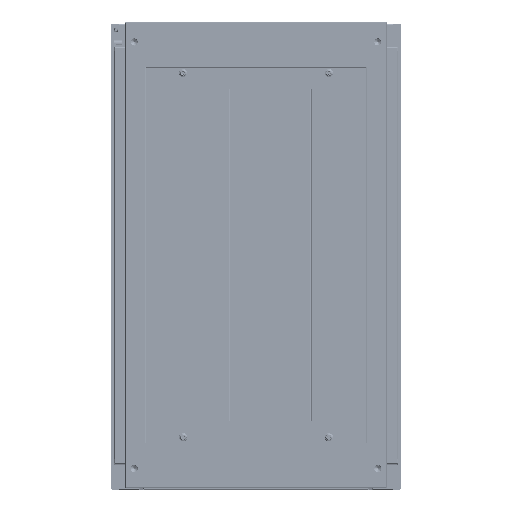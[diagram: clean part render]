
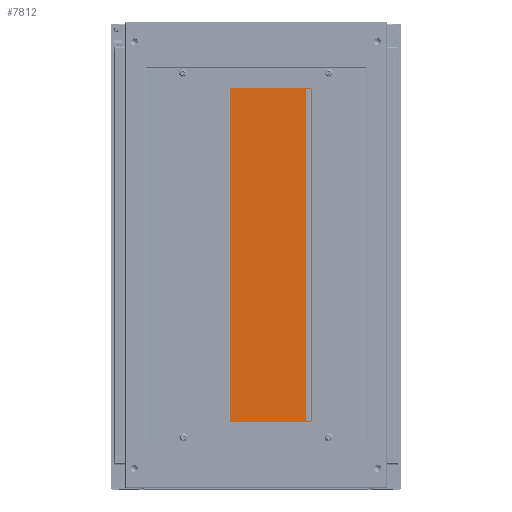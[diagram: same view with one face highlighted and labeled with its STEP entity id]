
A CAD part, top view. The second image highlights one B-rep face of the part: STEP entity #7812.
In plain terms, the highlighted face is planar.
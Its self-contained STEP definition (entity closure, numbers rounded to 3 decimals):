
#3460 = VERTEX_POINT ( 'NONE', #42408 ) ;
#3501 = VERTEX_POINT ( 'NONE', #42512 ) ;
#3538 = VERTEX_POINT ( 'NONE', #42601 ) ;
#3544 = VERTEX_POINT ( 'NONE', #42616 ) ;
#3983 = VERTEX_POINT ( 'NONE', #43970 ) ;
#4010 = VERTEX_POINT ( 'NONE', #44063 ) ;
#6112 = VERTEX_POINT ( 'NONE', #35758 ) ;
#6120 = VERTEX_POINT ( 'NONE', #35771 ) ;
#7812 = ADVANCED_FACE ( 'NONE', ( #10716 ), #36997, .T. ) ;
#10716 = FACE_OUTER_BOUND ( 'NONE', #119573, .T. ) ;
#23174 = AXIS2_PLACEMENT_3D ( 'NONE', #36996, #37002, #37003 ) ;
#35758 = CARTESIAN_POINT ( 'NONE',  ( -285., -72.99, 1.5 ) ) ;
#35771 = CARTESIAN_POINT ( 'NONE',  ( 285., -74., 1.5 ) ) ;
#36996 = CARTESIAN_POINT ( 'NONE',  ( -300., -74., 1.5 ) ) ;
#36997 = PLANE ( 'NONE',  #23174 ) ;
#37002 = DIRECTION ( 'NONE',  ( 0., 0., 1. ) ) ;
#37003 = DIRECTION ( 'NONE',  ( 1., 0., 0. ) ) ;
#42326 = LINE ( 'NONE', #81446, #42355 ) ;
#42355 = VECTOR ( 'NONE', #81458, 1000. ) ;
#42368 = LINE ( 'NONE', #81465, #42370 ) ;
#42370 = VECTOR ( 'NONE', #81467, 1000. ) ;
#42373 = LINE ( 'NONE', #81470, #42376 ) ;
#42376 = VECTOR ( 'NONE', #81471, 1000. ) ;
#42379 = LINE ( 'NONE', #81474, #42383 ) ;
#42383 = VECTOR ( 'NONE', #81476, 1000. ) ;
#42386 = LINE ( 'NONE', #81479, #42389 ) ;
#42389 = VECTOR ( 'NONE', #81480, 1000. ) ;
#42391 = LINE ( 'NONE', #81483, #42394 ) ;
#42394 = VECTOR ( 'NONE', #81485, 1000. ) ;
#42399 = LINE ( 'NONE', #81488, #42402 ) ;
#42402 = VECTOR ( 'NONE', #81489, 1000. ) ;
#42404 = LINE ( 'NONE', #81492, #42407 ) ;
#42407 = VECTOR ( 'NONE', #81494, 1000. ) ;
#42408 = CARTESIAN_POINT ( 'NONE',  ( 300., 74., 1.5 ) ) ;
#42512 = CARTESIAN_POINT ( 'NONE',  ( -300., 74., 1.5 ) ) ;
#42601 = CARTESIAN_POINT ( 'NONE',  ( -285., -74., 1.5 ) ) ;
#42616 = CARTESIAN_POINT ( 'NONE',  ( -300., -74., 1.5 ) ) ;
#43970 = CARTESIAN_POINT ( 'NONE',  ( 285., -72.99, 1.5 ) ) ;
#44063 = CARTESIAN_POINT ( 'NONE',  ( 300., -74., 1.5 ) ) ;
#50506 = ORIENTED_EDGE ( 'NONE', *, *, #66798, .F. ) ;
#50508 = ORIENTED_EDGE ( 'NONE', *, *, #66797, .T. ) ;
#50510 = ORIENTED_EDGE ( 'NONE', *, *, #66792, .T. ) ;
#50511 = ORIENTED_EDGE ( 'NONE', *, *, #66790, .T. ) ;
#50513 = ORIENTED_EDGE ( 'NONE', *, *, #66796, .T. ) ;
#50516 = ORIENTED_EDGE ( 'NONE', *, *, #66793, .T. ) ;
#50518 = ORIENTED_EDGE ( 'NONE', *, *, #66794, .T. ) ;
#50520 = ORIENTED_EDGE ( 'NONE', *, *, #66795, .F. ) ;
#66790 = EDGE_CURVE ( 'NONE', #3460, #3501, #42326, .T. ) ;
#66792 = EDGE_CURVE ( 'NONE', #3501, #3544, #42368, .T. ) ;
#66793 = EDGE_CURVE ( 'NONE', #6120, #4010, #42373, .T. ) ;
#66794 = EDGE_CURVE ( 'NONE', #3983, #6120, #42379, .T. ) ;
#66795 = EDGE_CURVE ( 'NONE', #3983, #6112, #42386, .T. ) ;
#66796 = EDGE_CURVE ( 'NONE', #4010, #3460, #42391, .T. ) ;
#66797 = EDGE_CURVE ( 'NONE', #3544, #3538, #42399, .T. ) ;
#66798 = EDGE_CURVE ( 'NONE', #6112, #3538, #42404, .T. ) ;
#81446 = CARTESIAN_POINT ( 'NONE',  ( -300., 74., 1.5 ) ) ;
#81458 = DIRECTION ( 'NONE',  ( -1., 0., 0. ) ) ;
#81465 = CARTESIAN_POINT ( 'NONE',  ( -300., 74., 1.5 ) ) ;
#81467 = DIRECTION ( 'NONE',  ( 0., -1., 0. ) ) ;
#81470 = CARTESIAN_POINT ( 'NONE',  ( -300., -74., 1.5 ) ) ;
#81471 = DIRECTION ( 'NONE',  ( 1., 0., 0. ) ) ;
#81474 = CARTESIAN_POINT ( 'NONE',  ( 285., -73., 1.5 ) ) ;
#81476 = DIRECTION ( 'NONE',  ( 0., -1., 0. ) ) ;
#81479 = CARTESIAN_POINT ( 'NONE',  ( 285., -72.99, 1.5 ) ) ;
#81480 = DIRECTION ( 'NONE',  ( -1., 0., 0. ) ) ;
#81483 = CARTESIAN_POINT ( 'NONE',  ( 300., 74., 1.5 ) ) ;
#81485 = DIRECTION ( 'NONE',  ( 0., 1., 0. ) ) ;
#81488 = CARTESIAN_POINT ( 'NONE',  ( -300., -74., 1.5 ) ) ;
#81489 = DIRECTION ( 'NONE',  ( 1., 0., 0. ) ) ;
#81492 = CARTESIAN_POINT ( 'NONE',  ( -285., -73., 1.5 ) ) ;
#81494 = DIRECTION ( 'NONE',  ( 0., -1., 0. ) ) ;
#119573 = EDGE_LOOP ( 'NONE', ( #50520, #50518, #50516, #50513, #50511, #50510, #50508, #50506 ) ) ;
